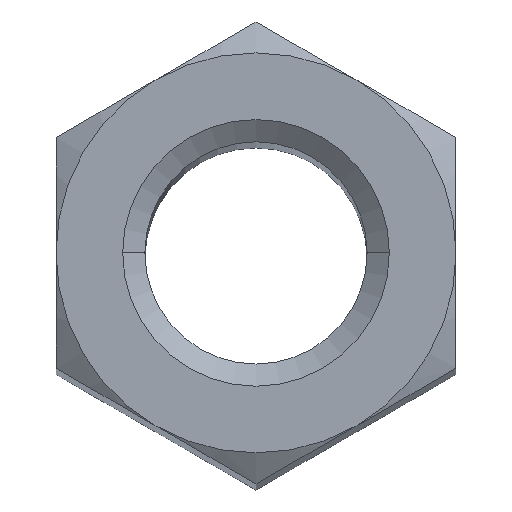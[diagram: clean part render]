
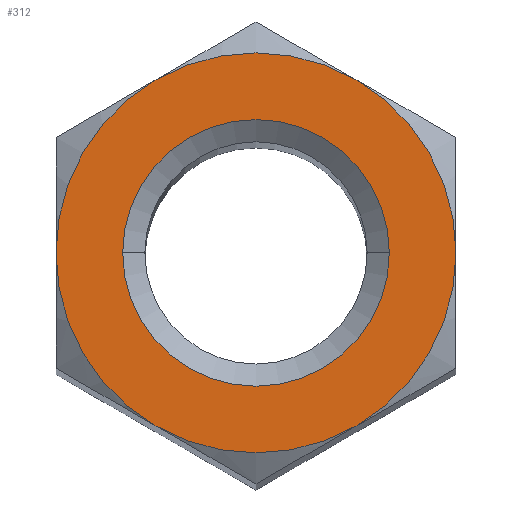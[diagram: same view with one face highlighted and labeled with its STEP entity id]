
A CAD part, top view. The second image highlights one B-rep face of the part: STEP entity #312.
In plain terms, the highlighted planar face has unit normal (0, 0, 1).
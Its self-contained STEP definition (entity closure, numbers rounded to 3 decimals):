
#5 = CIRCLE ( 'NONE', #551, 1.5 ) ;
#20 = DIRECTION ( 'NONE',  ( 0., 0., 1. ) ) ;
#37 = VERTEX_POINT ( 'NONE', #788 ) ;
#46 = AXIS2_PLACEMENT_3D ( 'NONE', #131, #360, #212 ) ;
#59 = EDGE_CURVE ( 'NONE', #406, #772, #492, .T. ) ;
#110 = PLANE ( 'NONE',  #844 ) ;
#111 = CARTESIAN_POINT ( 'NONE',  ( 0., 0., 0. ) ) ;
#114 = DIRECTION ( 'NONE',  ( 1., 0., 0. ) ) ;
#116 = DIRECTION ( 'NONE',  ( 0., 0., 1. ) ) ;
#131 = CARTESIAN_POINT ( 'NONE',  ( 0., 0., 0. ) ) ;
#136 = CARTESIAN_POINT ( 'NONE',  ( 1.125, -1.949, 0. ) ) ;
#154 = CARTESIAN_POINT ( 'NONE',  ( 2.25, 0., 0. ) ) ;
#161 = AXIS2_PLACEMENT_3D ( 'NONE', #304, #20, #434 ) ;
#169 = CARTESIAN_POINT ( 'NONE',  ( 0., 0., 0. ) ) ;
#186 = FACE_BOUND ( 'NONE', #317, .T. ) ;
#196 = CARTESIAN_POINT ( 'NONE',  ( 1.125, 1.949, 0. ) ) ;
#212 = DIRECTION ( 'NONE',  ( 1., 0., 0. ) ) ;
#217 = EDGE_CURVE ( 'NONE', #806, #762, #629, .T. ) ;
#219 = CARTESIAN_POINT ( 'NONE',  ( -1.125, 1.949, 0. ) ) ;
#234 = CIRCLE ( 'NONE', #390, 2.25 ) ;
#259 = CARTESIAN_POINT ( 'NONE',  ( 0., 0., 0. ) ) ;
#270 = EDGE_CURVE ( 'NONE', #772, #498, #812, .T. ) ;
#277 = AXIS2_PLACEMENT_3D ( 'NONE', #573, #834, #429 ) ;
#282 = CIRCLE ( 'NONE', #446, 2.25 ) ;
#295 = DIRECTION ( 'NONE',  ( 0., 0., 1. ) ) ;
#304 = CARTESIAN_POINT ( 'NONE',  ( 0., 0., 0. ) ) ;
#312 = ADVANCED_FACE ( 'NONE', ( #186, #855 ), #110, .T. ) ;
#314 = DIRECTION ( 'NONE',  ( 0., 0., 1. ) ) ;
#317 = EDGE_LOOP ( 'NONE', ( #457, #377 ) ) ;
#320 = CARTESIAN_POINT ( 'NONE',  ( -1.5, 0., 0. ) ) ;
#339 = VERTEX_POINT ( 'NONE', #320 ) ;
#360 = DIRECTION ( 'NONE',  ( 0., 0., 1. ) ) ;
#369 = EDGE_CURVE ( 'NONE', #498, #706, #234, .T. ) ;
#377 = ORIENTED_EDGE ( 'NONE', *, *, #579, .F. ) ;
#390 = AXIS2_PLACEMENT_3D ( 'NONE', #679, #616, #491 ) ;
#395 = DIRECTION ( 'NONE',  ( 1., 0., 0. ) ) ;
#397 = ORIENTED_EDGE ( 'NONE', *, *, #673, .T. ) ;
#406 = VERTEX_POINT ( 'NONE', #508 ) ;
#429 = DIRECTION ( 'NONE',  ( 1., 0., 0. ) ) ;
#434 = DIRECTION ( 'NONE',  ( 1., 0., 0. ) ) ;
#439 = AXIS2_PLACEMENT_3D ( 'NONE', #775, #295, #825 ) ;
#446 = AXIS2_PLACEMENT_3D ( 'NONE', #259, #542, #114 ) ;
#457 = ORIENTED_EDGE ( 'NONE', *, *, #515, .F. ) ;
#489 = DIRECTION ( 'NONE',  ( 0., 0., 1. ) ) ;
#491 = DIRECTION ( 'NONE',  ( 1., 0., 0. ) ) ;
#492 = CIRCLE ( 'NONE', #529, 2.25 ) ;
#497 = CARTESIAN_POINT ( 'NONE',  ( -2.25, 0., 0. ) ) ;
#498 = VERTEX_POINT ( 'NONE', #154 ) ;
#508 = CARTESIAN_POINT ( 'NONE',  ( -1.125, -1.949, 0. ) ) ;
#513 = ORIENTED_EDGE ( 'NONE', *, *, #369, .T. ) ;
#515 = EDGE_CURVE ( 'NONE', #37, #339, #770, .T. ) ;
#529 = AXIS2_PLACEMENT_3D ( 'NONE', #111, #489, #530 ) ;
#530 = DIRECTION ( 'NONE',  ( 1., 0., 0. ) ) ;
#541 = EDGE_CURVE ( 'NONE', #706, #806, #655, .T. ) ;
#542 = DIRECTION ( 'NONE',  ( 0., 0., 1. ) ) ;
#551 = AXIS2_PLACEMENT_3D ( 'NONE', #169, #314, #846 ) ;
#553 = ORIENTED_EDGE ( 'NONE', *, *, #59, .T. ) ;
#573 = CARTESIAN_POINT ( 'NONE',  ( 0., 0., 0. ) ) ;
#579 = EDGE_CURVE ( 'NONE', #339, #37, #5, .T. ) ;
#616 = DIRECTION ( 'NONE',  ( 0., 0., 1. ) ) ;
#629 = CIRCLE ( 'NONE', #46, 2.25 ) ;
#655 = CIRCLE ( 'NONE', #277, 2.25 ) ;
#673 = EDGE_CURVE ( 'NONE', #762, #406, #282, .T. ) ;
#679 = CARTESIAN_POINT ( 'NONE',  ( 0., 0., 0. ) ) ;
#706 = VERTEX_POINT ( 'NONE', #196 ) ;
#727 = CARTESIAN_POINT ( 'NONE',  ( -4.5, 0., 0. ) ) ;
#747 = ORIENTED_EDGE ( 'NONE', *, *, #541, .T. ) ;
#762 = VERTEX_POINT ( 'NONE', #497 ) ;
#770 = CIRCLE ( 'NONE', #161, 1.5 ) ;
#772 = VERTEX_POINT ( 'NONE', #136 ) ;
#775 = CARTESIAN_POINT ( 'NONE',  ( 0., 0., 0. ) ) ;
#788 = CARTESIAN_POINT ( 'NONE',  ( 1.5, 0., 0. ) ) ;
#806 = VERTEX_POINT ( 'NONE', #219 ) ;
#812 = CIRCLE ( 'NONE', #439, 2.25 ) ;
#825 = DIRECTION ( 'NONE',  ( 1., 0., 0. ) ) ;
#834 = DIRECTION ( 'NONE',  ( 0., 0., 1. ) ) ;
#843 = ORIENTED_EDGE ( 'NONE', *, *, #270, .T. ) ;
#844 = AXIS2_PLACEMENT_3D ( 'NONE', #727, #116, #395 ) ;
#846 = DIRECTION ( 'NONE',  ( 1., 0., 0. ) ) ;
#847 = ORIENTED_EDGE ( 'NONE', *, *, #217, .T. ) ;
#855 = FACE_OUTER_BOUND ( 'NONE', #861, .T. ) ;
#861 = EDGE_LOOP ( 'NONE', ( #843, #513, #747, #847, #397, #553 ) ) ;
